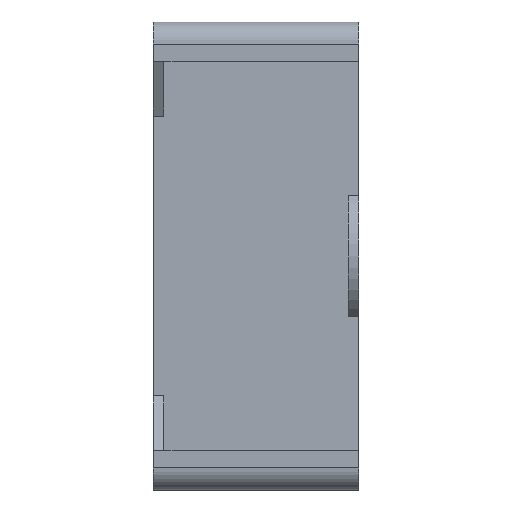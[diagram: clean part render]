
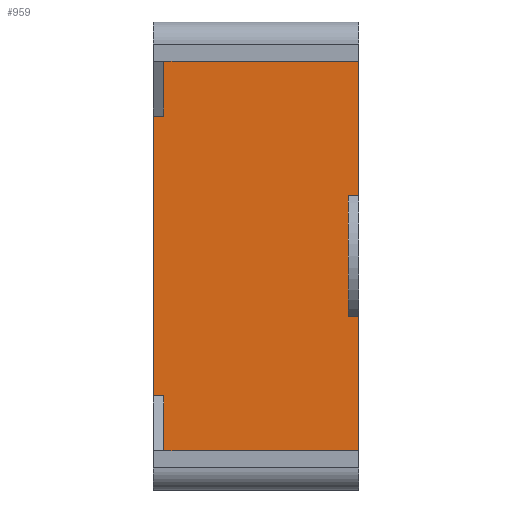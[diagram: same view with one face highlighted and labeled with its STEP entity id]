
A CAD part, top view. The second image highlights one B-rep face of the part: STEP entity #959.
In plain terms, the highlighted planar face has unit normal (0, 0, 1).
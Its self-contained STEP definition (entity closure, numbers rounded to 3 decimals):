
#859=AXIS2_PLACEMENT_3D('Plane Axis2P3D',#856,#857,#858) ;
#856=CARTESIAN_POINT('Axis2P3D Location',(9.75,42.4,43.)) ;
#861=CARTESIAN_POINT('Line Origine',(0.,22.25,43.)) ;
#865=CARTESIAN_POINT('Vertex',(0.,8.946,43.)) ;
#867=CARTESIAN_POINT('Vertex',(0.,35.554,43.)) ;
#870=CARTESIAN_POINT('Line Origine',(0.5,8.946,43.)) ;
#874=CARTESIAN_POINT('Vertex',(1.,8.946,43.)) ;
#877=CARTESIAN_POINT('Line Origine',(1.,5.523,43.)) ;
#881=CARTESIAN_POINT('Vertex',(1.,2.1,43.)) ;
#884=CARTESIAN_POINT('Line Origine',(10.25,2.1,43.)) ;
#888=CARTESIAN_POINT('Vertex',(19.5,2.1,43.)) ;
#891=CARTESIAN_POINT('Line Origine',(19.5,9.303,43.)) ;
#895=CARTESIAN_POINT('Vertex',(19.5,16.505,43.)) ;
#898=CARTESIAN_POINT('Line Origine',(19.,16.505,43.)) ;
#902=CARTESIAN_POINT('Vertex',(18.5,16.505,43.)) ;
#905=CARTESIAN_POINT('Line Origine',(18.5,22.25,43.)) ;
#909=CARTESIAN_POINT('Vertex',(18.5,27.995,43.)) ;
#912=CARTESIAN_POINT('Line Origine',(19.,27.995,43.)) ;
#916=CARTESIAN_POINT('Vertex',(19.5,27.995,43.)) ;
#919=CARTESIAN_POINT('Line Origine',(19.5,35.197,43.)) ;
#923=CARTESIAN_POINT('Vertex',(19.5,42.4,43.)) ;
#926=CARTESIAN_POINT('Line Origine',(10.25,42.4,43.)) ;
#930=CARTESIAN_POINT('Vertex',(1.,42.4,43.)) ;
#933=CARTESIAN_POINT('Line Origine',(1.,38.977,43.)) ;
#937=CARTESIAN_POINT('Vertex',(1.,35.554,43.)) ;
#940=CARTESIAN_POINT('Line Origine',(0.5,35.554,43.)) ;
#857=DIRECTION('Axis2P3D Direction',(0.,0.,-1.)) ;
#858=DIRECTION('Axis2P3D XDirection',(0.,-1.,0.)) ;
#862=DIRECTION('Vector Direction',(0.,-1.,0.)) ;
#871=DIRECTION('Vector Direction',(1.,0.,0.)) ;
#878=DIRECTION('Vector Direction',(0.,-1.,0.)) ;
#885=DIRECTION('Vector Direction',(-1.,0.,0.)) ;
#892=DIRECTION('Vector Direction',(0.,-1.,0.)) ;
#899=DIRECTION('Vector Direction',(-1.,0.,0.)) ;
#906=DIRECTION('Vector Direction',(0.,-1.,0.)) ;
#913=DIRECTION('Vector Direction',(-1.,0.,0.)) ;
#920=DIRECTION('Vector Direction',(0.,-1.,0.)) ;
#927=DIRECTION('Vector Direction',(-1.,0.,0.)) ;
#934=DIRECTION('Vector Direction',(0.,1.,0.)) ;
#941=DIRECTION('Vector Direction',(1.,0.,0.)) ;
#863=VECTOR('Line Direction',#862,1.) ;
#872=VECTOR('Line Direction',#871,1.) ;
#879=VECTOR('Line Direction',#878,1.) ;
#886=VECTOR('Line Direction',#885,1.) ;
#893=VECTOR('Line Direction',#892,1.) ;
#900=VECTOR('Line Direction',#899,1.) ;
#907=VECTOR('Line Direction',#906,1.) ;
#914=VECTOR('Line Direction',#913,1.) ;
#921=VECTOR('Line Direction',#920,1.) ;
#928=VECTOR('Line Direction',#927,1.) ;
#935=VECTOR('Line Direction',#934,1.) ;
#942=VECTOR('Line Direction',#941,1.) ;
#946=ORIENTED_EDGE('',*,*,#869,.F.) ;
#947=ORIENTED_EDGE('',*,*,#876,.T.) ;
#948=ORIENTED_EDGE('',*,*,#883,.T.) ;
#949=ORIENTED_EDGE('',*,*,#890,.F.) ;
#950=ORIENTED_EDGE('',*,*,#897,.T.) ;
#951=ORIENTED_EDGE('',*,*,#904,.T.) ;
#952=ORIENTED_EDGE('',*,*,#911,.T.) ;
#953=ORIENTED_EDGE('',*,*,#918,.F.) ;
#954=ORIENTED_EDGE('',*,*,#925,.T.) ;
#955=ORIENTED_EDGE('',*,*,#932,.T.) ;
#956=ORIENTED_EDGE('',*,*,#939,.T.) ;
#957=ORIENTED_EDGE('',*,*,#944,.F.) ;
#959=ADVANCED_FACE('S3D - gedreht',(#958),#860,.F.) ;
#869=EDGE_CURVE('',#866,#868,#864,.F.) ;
#876=EDGE_CURVE('',#866,#875,#873,.T.) ;
#883=EDGE_CURVE('',#875,#882,#880,.T.) ;
#890=EDGE_CURVE('',#889,#882,#887,.T.) ;
#897=EDGE_CURVE('',#889,#896,#894,.F.) ;
#904=EDGE_CURVE('',#896,#903,#901,.T.) ;
#911=EDGE_CURVE('',#903,#910,#908,.F.) ;
#918=EDGE_CURVE('',#917,#910,#915,.T.) ;
#925=EDGE_CURVE('',#917,#924,#922,.F.) ;
#932=EDGE_CURVE('',#924,#931,#929,.T.) ;
#939=EDGE_CURVE('',#931,#938,#936,.F.) ;
#944=EDGE_CURVE('',#868,#938,#943,.T.) ;
#945=EDGE_LOOP('',(#946,#947,#948,#949,#950,#951,#952,#953,#954,#955,#956,#957)) ;
#958=FACE_OUTER_BOUND('',#945,.T.) ;
#864=LINE('Line',#861,#863) ;
#873=LINE('Line',#870,#872) ;
#880=LINE('Line',#877,#879) ;
#887=LINE('Line',#884,#886) ;
#894=LINE('Line',#891,#893) ;
#901=LINE('Line',#898,#900) ;
#908=LINE('Line',#905,#907) ;
#915=LINE('Line',#912,#914) ;
#922=LINE('Line',#919,#921) ;
#929=LINE('Line',#926,#928) ;
#936=LINE('Line',#933,#935) ;
#943=LINE('Line',#940,#942) ;
#860=PLANE('',#859) ;
#866=VERTEX_POINT('',#865) ;
#868=VERTEX_POINT('',#867) ;
#875=VERTEX_POINT('',#874) ;
#882=VERTEX_POINT('',#881) ;
#889=VERTEX_POINT('',#888) ;
#896=VERTEX_POINT('',#895) ;
#903=VERTEX_POINT('',#902) ;
#910=VERTEX_POINT('',#909) ;
#917=VERTEX_POINT('',#916) ;
#924=VERTEX_POINT('',#923) ;
#931=VERTEX_POINT('',#930) ;
#938=VERTEX_POINT('',#937) ;
